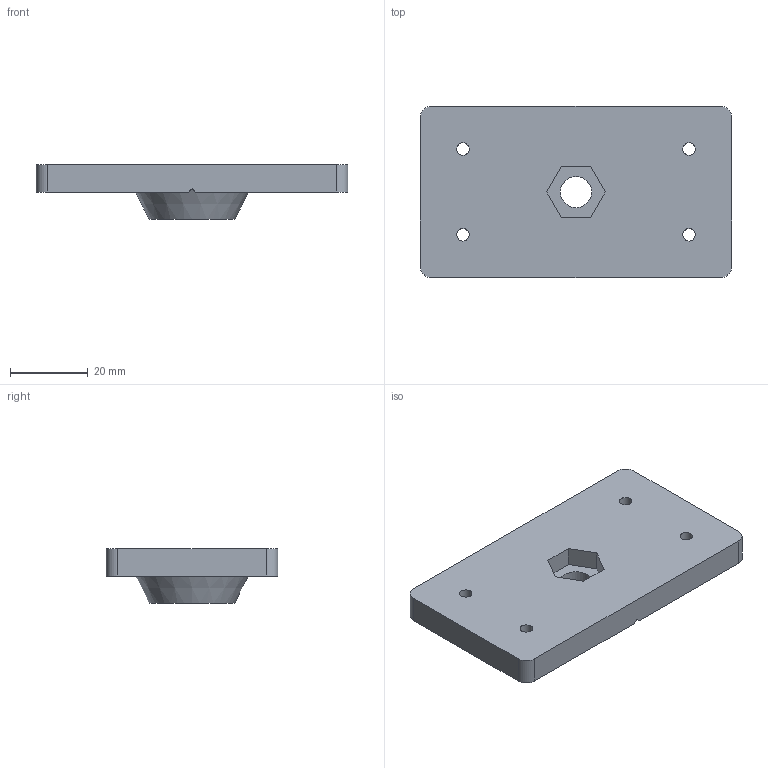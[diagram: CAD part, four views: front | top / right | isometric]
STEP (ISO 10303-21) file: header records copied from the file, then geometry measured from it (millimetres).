
FILE_DESCRIPTION(('FreeCAD Model'),'2;1');
FILE_NAME('Open CASCADE Shape Model','2022-01-12T22:33:49',('Author'),( ''),'Open CASCADE STEP processor 7.5','FreeCAD','Unknown');
FILE_SCHEMA(('AUTOMOTIVE_DESIGN { 1 0 10303 214 1 1 1 1 }'));
Length unit declared in the file: millimetre
Products named in the file (1): spool-holder-clamp
Bounding box: 80 x 44 x 14 mm (x, y, z)
Volume: 26296.4 mm3; surface area: 9845.5 mm2
Topology: 1 solids, 1 shells, 43 faces, 108 edges, 72 vertices
Faces by surface type: plane 29, cylinder 13, cone 1
Full cylindrical faces by diameter (mm): 3.2 x4, 6.8 x4, 8 x1
Entity records: 2760 total; most frequent: CARTESIAN_POINT 554, DIRECTION 404, ORIENTED_EDGE 216, PCURVE 216, DEFINITIONAL_REPRESENTATION 216, LINE 202, VECTOR 202, EDGE_CURVE 108
